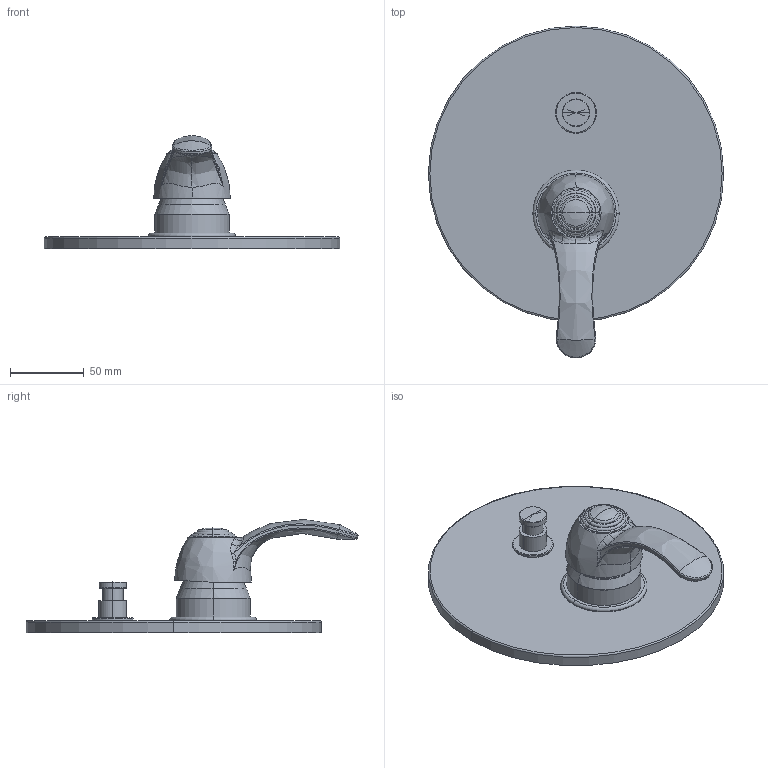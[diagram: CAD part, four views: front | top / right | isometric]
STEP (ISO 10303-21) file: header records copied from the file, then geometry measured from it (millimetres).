
FILE_DESCRIPTION((''),'2;1');
FILE_NAME('FA015CR','2021-11-09T15:59:03',('ut3'),('PAFFONI SpA'),'CREO PARAMETRIC BY PTC INC, 2020044','CREO PARAMETRIC BY PTC INC, 2020044','');
FILE_SCHEMA(('CONFIG_CONTROL_DESIGN','SHAPE_APPEARANCE_LAYERS_GROUPS'));
Length unit declared in the file: millimetre
Products named in the file (1): FA015CR
Bounding box: 200 x 224.87 x 76.61 mm (x, y, z)
Volume: 307059.5 mm3; surface area: 97421.7 mm2
Topology: 2 solids, 2 shells, 150 faces, 322 edges, 192 vertices
Faces by surface type: plane 37, cylinder 36, bspline 33, torus 28, cone 14, sphere 2
Entity records: 7769 total; most frequent: CARTESIAN_POINT 3470, DIRECTION 680, ORIENTED_EDGE 632, EDGE_CURVE 316, AXIS2_PLACEMENT_3D 297, VERTEX_POINT 192, CIRCLE 180, EDGE_LOOP 174
